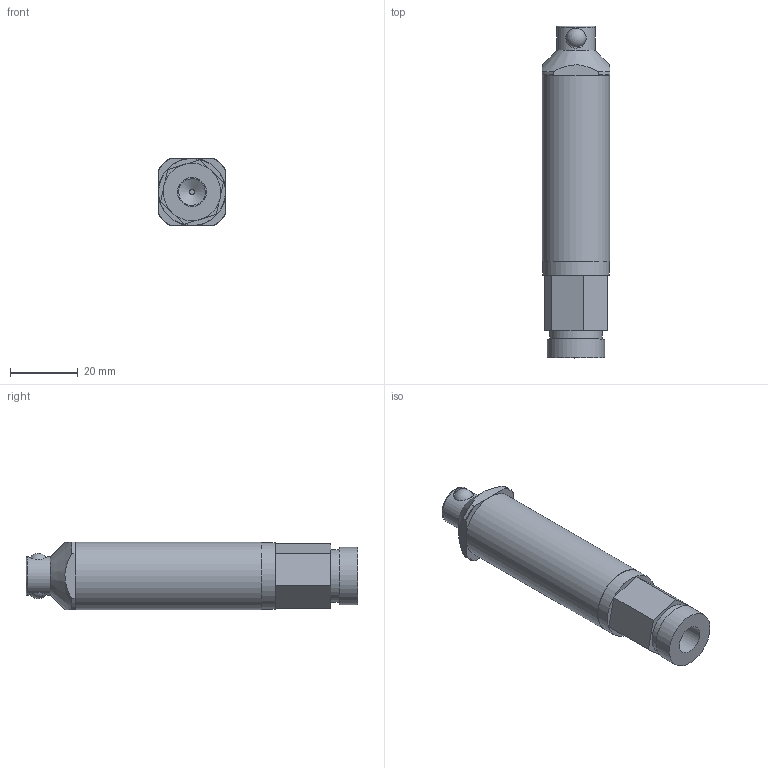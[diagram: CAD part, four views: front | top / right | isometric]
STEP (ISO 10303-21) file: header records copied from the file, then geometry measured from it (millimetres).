
FILE_DESCRIPTION(('STEP AP214'),'1');
FILE_NAME('CA.AGP.20.G.20 - Copia.stp','2017-04-21T11:25:54',(' '),(' '),'Spatial InterOp 3D',' ',' ');
FILE_SCHEMA(('automotive_design'));
Length unit declared in the file: millimetre
Products named in the file (6): PAP.070910; Sfera Ø6; AGP.20.1.20 - Copia; AGP.20.3.20; GRF20.95.02
Assembly tree (6 placements, depth 2):
  (unnamed)
    PAP.070910
    Sfera Ø6  x2
    AGP.20.1.20 - Copia
    AGP.20.3.20
    GRF20.95.02
Bounding box: 20 x 98.23 x 20 mm (x, y, z)
Volume: 17944.8 mm3; surface area: 12563.4 mm2
Topology: 6 solids, 6 shells, 75 faces, 161 edges, 104 vertices
Faces by surface type: plane 27, cylinder 25, cone 18, torus 3, sphere 2
Full cylindrical faces by diameter (mm): 1.5 x1, 7 x1, 7.9 x1, 8.566 x1, 9 x1, 11.4 x1, 14.5 x1, 15.5 x1, 15.8 x1, 16.1 x3, 17 x3, 17.9 x2, 19.8 x1, 20 x1
Entity records: 2803 total; most frequent: CARTESIAN_POINT 691, DIRECTION 308, ORIENTED_EDGE 212, AXIS2_PLACEMENT_3D 139, EDGE_LOOP 126, EDGE_CURVE 106, FACE_OUTER_BOUND 95, VERTEX_POINT 88
